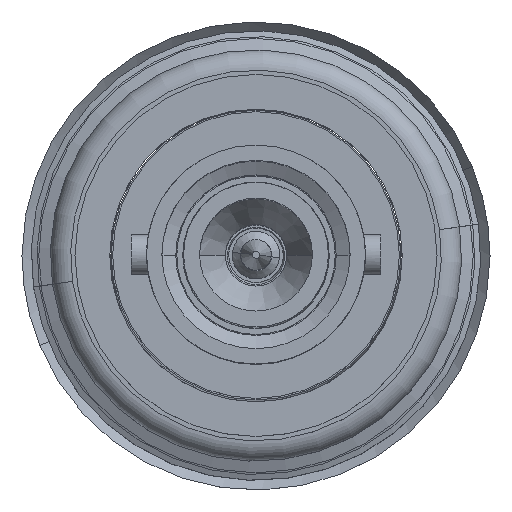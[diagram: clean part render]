
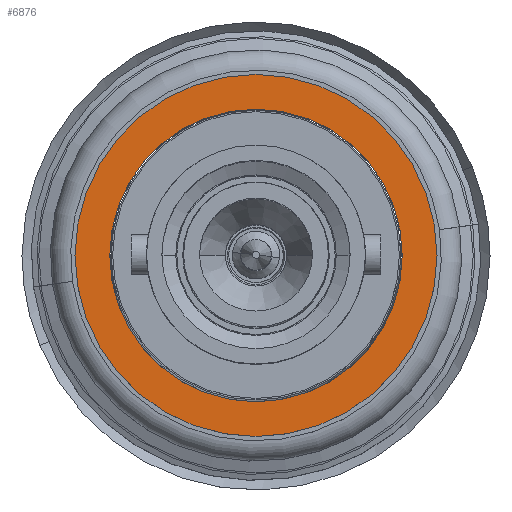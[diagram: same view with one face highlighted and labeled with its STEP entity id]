
A CAD part, top view. The second image highlights one B-rep face of the part: STEP entity #6876.
In plain terms, the highlighted planar face has unit normal (0, 0, 1).
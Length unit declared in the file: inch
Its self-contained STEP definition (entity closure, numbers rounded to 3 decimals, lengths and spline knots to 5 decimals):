
#294 = AXIS2_PLACEMENT_3D ( 'NONE', #6398, #6399, #6400 ) ;
#296 = AXIS2_PLACEMENT_3D ( 'NONE', #6408, #6409, #6410 ) ;
#299 = AXIS2_PLACEMENT_3D ( 'NONE', #6419, #6420, #6421 ) ;
#300 = AXIS2_PLACEMENT_3D ( 'NONE', #6422, #6423, #6424 ) ;
#846 = CARTESIAN_POINT ( 'NONE',  ( 0., -2.16385, -0.81329 ) ) ;
#847 = CARTESIAN_POINT ( 'NONE',  ( 0., -1.65885, -0.81329 ) ) ;
#851 = CARTESIAN_POINT ( 'NONE',  ( 0., -1.59885, -0.81329 ) ) ;
#852 = CARTESIAN_POINT ( 'NONE',  ( 0., -2.22385, -0.81329 ) ) ;
#1327 = CIRCLE ( 'NONE', #294, 0.2525 ) ;
#1331 = CIRCLE ( 'NONE', #296, 0.3125 ) ;
#1338 = CIRCLE ( 'NONE', #299, 0.3125 ) ;
#1339 = CIRCLE ( 'NONE', #300, 0.2525 ) ;
#5126 = EDGE_CURVE ( 'NONE', #7448, #7449, #1327, .T. ) ;
#5130 = EDGE_CURVE ( 'NONE', #7453, #7454, #1331, .T. ) ;
#5134 = EDGE_CURVE ( 'NONE', #7454, #7453, #1338, .T. ) ;
#5135 = EDGE_CURVE ( 'NONE', #7449, #7448, #1339, .T. ) ;
#6398 = CARTESIAN_POINT ( 'NONE',  ( 0., -1.91135, -0.81329 ) ) ;
#6399 = DIRECTION ( 'NONE',  ( 0., 0., -1. ) ) ;
#6400 = DIRECTION ( 'NONE',  ( 0., 1., 0. ) ) ;
#6408 = CARTESIAN_POINT ( 'NONE',  ( 0., -1.91135, -0.81329 ) ) ;
#6409 = DIRECTION ( 'NONE',  ( 0., 0., -1. ) ) ;
#6410 = DIRECTION ( 'NONE',  ( 0., 1., 0. ) ) ;
#6419 = CARTESIAN_POINT ( 'NONE',  ( 0., -1.91135, -0.81329 ) ) ;
#6420 = DIRECTION ( 'NONE',  ( 0., 0., -1. ) ) ;
#6421 = DIRECTION ( 'NONE',  ( 0., 1., 0. ) ) ;
#6422 = CARTESIAN_POINT ( 'NONE',  ( 0., -1.91135, -0.81329 ) ) ;
#6423 = DIRECTION ( 'NONE',  ( 0., 0., -1. ) ) ;
#6424 = DIRECTION ( 'NONE',  ( 0., 1., 0. ) ) ;
#6550 = ORIENTED_EDGE ( 'NONE', *, *, #5134, .F. ) ;
#6551 = ORIENTED_EDGE ( 'NONE', *, *, #5130, .F. ) ;
#6552 = ORIENTED_EDGE ( 'NONE', *, *, #5126, .T. ) ;
#6553 = ORIENTED_EDGE ( 'NONE', *, *, #5135, .T. ) ;
#6577 = EDGE_LOOP ( 'NONE', ( #6550, #6551 ) ) ;
#6876 = ADVANCED_FACE ( 'NONE', ( #7582, #7593 ), #7217, .F. ) ;
#7058 = EDGE_LOOP ( 'NONE', ( #6552, #6553 ) ) ;
#7214 = CARTESIAN_POINT ( 'NONE',  ( 0., -1.91135, -0.81329 ) ) ;
#7217 = PLANE ( 'NONE',  #9223 ) ;
#7219 = DIRECTION ( 'NONE',  ( 0., 0., -1. ) ) ;
#7220 = DIRECTION ( 'NONE',  ( 0., 1., 0. ) ) ;
#7448 = VERTEX_POINT ( 'NONE', #846 ) ;
#7449 = VERTEX_POINT ( 'NONE', #847 ) ;
#7453 = VERTEX_POINT ( 'NONE', #851 ) ;
#7454 = VERTEX_POINT ( 'NONE', #852 ) ;
#7582 = FACE_OUTER_BOUND ( 'NONE', #6577, .T. ) ;
#7593 = FACE_BOUND ( 'NONE', #7058, .T. ) ;
#9223 = AXIS2_PLACEMENT_3D ( 'NONE', #7214, #7219, #7220 ) ;
